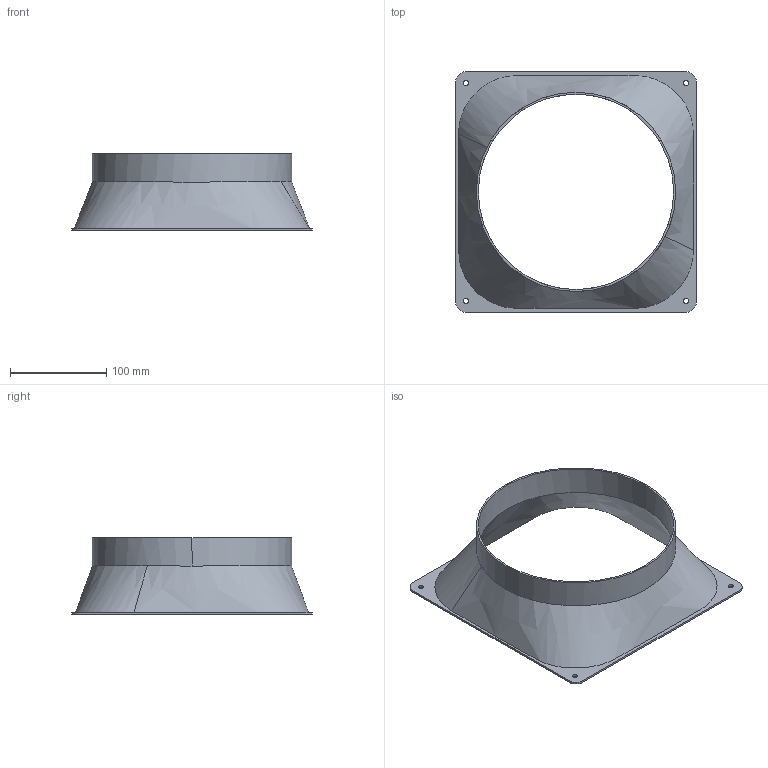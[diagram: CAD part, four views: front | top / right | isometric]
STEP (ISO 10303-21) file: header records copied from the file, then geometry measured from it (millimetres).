
FILE_DESCRIPTION (( 'STEP AP214' ), '1' );
FILE_NAME ('Top-Section-Heat-Capture-Noctua-8in-(v1.1).STEP', '2025-08-08T16:16:38', ( '' ), ( '' ), 'SwSTEP 2.0', 'SolidWorks 2023', '' );
FILE_SCHEMA (( 'AUTOMOTIVE_DESIGN' ));
Length unit declared in the file: millimetre
Products named in the file (1): Top-Section-Heat-Capture-Noctua-8in-(v1.1)
Bounding box: 250 x 250 x 80 mm (x, y, z)
Volume: 131949.5 mm3; surface area: 142568.7 mm2
Topology: 1 solids, 1 shells, 27 faces, 78 edges, 54 vertices
Faces by surface type: cylinder 16, plane 7, bspline 4
Entity records: 4313 total; most frequent: CARTESIAN_POINT 3546, ORIENTED_EDGE 156, DIRECTION 152, EDGE_CURVE 78, AXIS2_PLACEMENT_3D 60, VERTEX_POINT 54, EDGE_LOOP 38, CIRCLE 36
